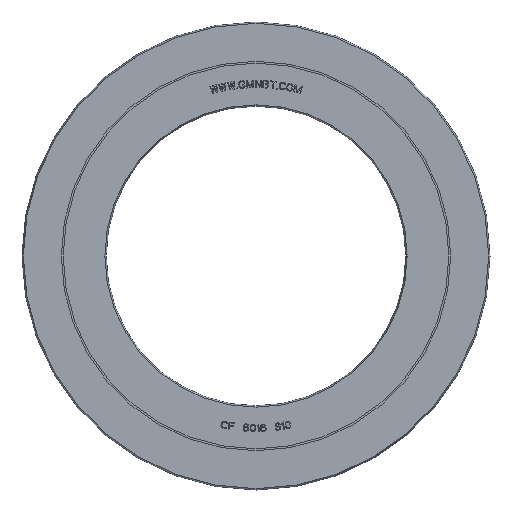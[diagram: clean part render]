
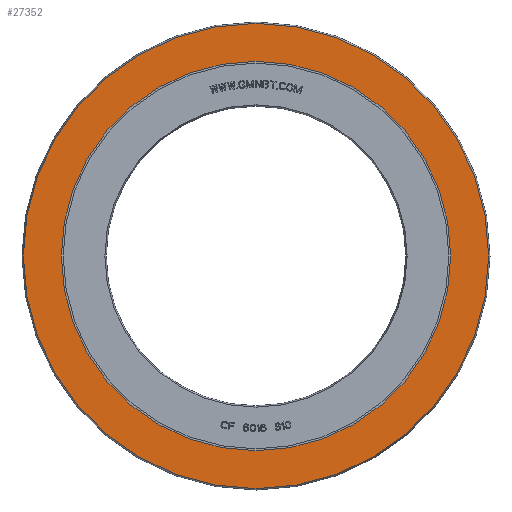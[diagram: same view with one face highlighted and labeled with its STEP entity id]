
A CAD part, front view. The second image highlights one B-rep face of the part: STEP entity #27352.
In plain terms, the highlighted planar face has unit normal (0, -1, 0).
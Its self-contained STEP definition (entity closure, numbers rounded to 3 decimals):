
#26871=CARTESIAN_POINT('',(0.,-3.,0.));
#26872=DIRECTION('',(0.,1.,0.));
#26873=DIRECTION('',(0.,0.,-1.));
#26874=AXIS2_PLACEMENT_3D('',#26871,#26872,#26873);
#26879=CARTESIAN_POINT('',(0.,-3.,0.));
#26880=DIRECTION('',(0.,-1.,0.));
#26881=DIRECTION('',(0.,0.,-1.));
#26882=AXIS2_PLACEMENT_3D('',#26879,#26880,#26881);
#26887=CARTESIAN_POINT('',(0.,-3.,0.));
#26888=DIRECTION('',(0.,-1.,0.));
#26889=DIRECTION('',(0.,0.,-1.));
#26890=AXIS2_PLACEMENT_3D('',#26887,#26888,#26889);
#26909=CARTESIAN_POINT('',(0.,-3.,0.));
#26910=DIRECTION('',(0.,1.,0.));
#26911=DIRECTION('',(0.,0.,-1.));
#26912=AXIS2_PLACEMENT_3D('',#26909,#26910,#26911);
#26948=CARTESIAN_POINT('',(0.,-3.,-52.));
#26950=VERTEX_POINT('',#26948);
#26951=CARTESIAN_POINT('',(0.,-3.,-62.136));
#26953=VERTEX_POINT('',#26951);
#26964=CARTESIAN_POINT('',(0.,-3.,52.));
#26966=VERTEX_POINT('',#26964);
#26967=CARTESIAN_POINT('',(0.,-3.,62.136));
#26969=VERTEX_POINT('',#26967);
#27337=CARTESIAN_POINT('',(0.,-3.,0.));
#27338=DIRECTION('',(0.,-1.,0.));
#27339=DIRECTION('',(0.,0.,1.));
#27340=AXIS2_PLACEMENT_3D('',#27337,#27338,#27339);
#27341=PLANE('',#27340);
#27343=ORIENTED_EDGE('',*,*,#27342,.F.);
#27345=ORIENTED_EDGE('',*,*,#27344,.T.);
#27346=EDGE_LOOP('',(#27343,#27345));
#27347=FACE_OUTER_BOUND('',#27346,.F.);
#27348=ORIENTED_EDGE('',*,*,#27330,.F.);
#27349=ORIENTED_EDGE('',*,*,#27319,.T.);
#27350=EDGE_LOOP('',(#27348,#27349));
#27351=FACE_BOUND('',#27350,.F.);
#26875=CIRCLE('',#26874,52.);
#26883=CIRCLE('',#26882,52.);
#26891=CIRCLE('',#26890,62.136);
#26913=CIRCLE('',#26912,62.136);
#27319=EDGE_CURVE('',#26950,#26966,#26883,.T.);
#27330=EDGE_CURVE('',#26950,#26966,#26875,.T.);
#27342=EDGE_CURVE('',#26953,#26969,#26891,.T.);
#27344=EDGE_CURVE('',#26953,#26969,#26913,.T.);
#27352=ADVANCED_FACE('',(#27347,#27351),#27341,.T.);
